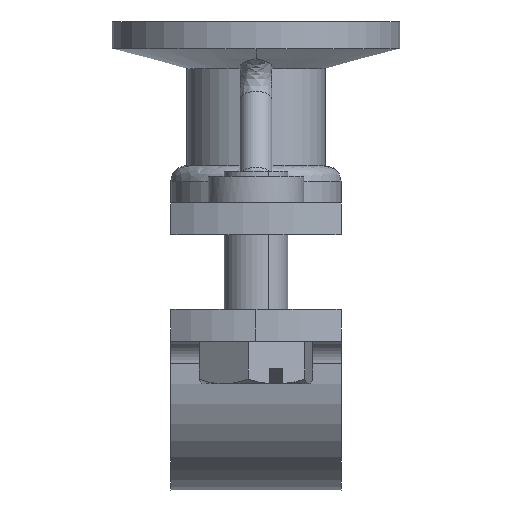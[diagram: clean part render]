
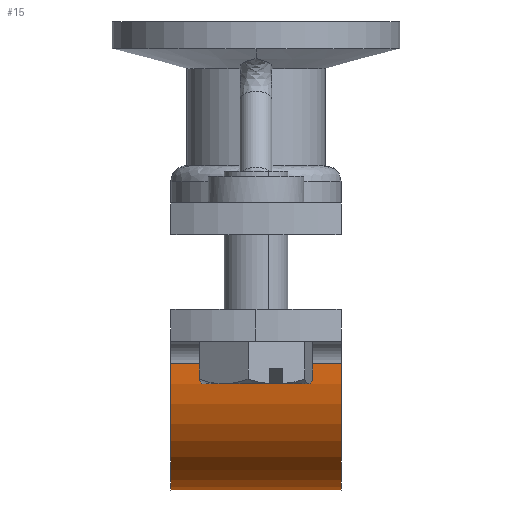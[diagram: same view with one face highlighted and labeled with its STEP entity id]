
A CAD part, left-side view. The second image highlights one B-rep face of the part: STEP entity #15.
In plain terms, the highlighted cylindrical face has radius 11.5 mm (diameter 23 mm), a partial arc.
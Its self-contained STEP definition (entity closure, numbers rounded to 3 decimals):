
#15 = ADVANCED_FACE ( 'NONE', ( #588 ), #1455, .T. ) ;
#108 = CARTESIAN_POINT ( 'NONE',  ( -11.492, 8., -5.074 ) ) ;
#588 = FACE_OUTER_BOUND ( 'NONE', #5916, .T. ) ;
#729 = CARTESIAN_POINT ( 'NONE',  ( 0., 8., -5.5 ) ) ;
#947 = DIRECTION ( 'NONE',  ( 0., 0., 1. ) ) ;
#1007 = CARTESIAN_POINT ( 'NONE',  ( 0., -8., -5.5 ) ) ;
#1341 = DIRECTION ( 'NONE',  ( 0., -1., 0. ) ) ;
#1455 = CYLINDRICAL_SURFACE ( 'NONE', #5105, 11.5 ) ;
#1523 = EDGE_CURVE ( 'NONE', #2875, #3703, #2080, .T. ) ;
#1529 = ORIENTED_EDGE ( 'NONE', *, *, #4444, .T. ) ;
#1635 = DIRECTION ( 'NONE',  ( 0., 0., 1. ) ) ;
#1915 = DIRECTION ( 'NONE',  ( 0., -1., 0. ) ) ;
#2080 = CIRCLE ( 'NONE', #4100, 11.5 ) ;
#2088 = EDGE_CURVE ( 'NONE', #6107, #7132, #3756, .T. ) ;
#2150 = EDGE_CURVE ( 'NONE', #7132, #2875, #6468, .T. ) ;
#2290 = CARTESIAN_POINT ( 'NONE',  ( 11.492, -8., -5.074 ) ) ;
#2304 = VECTOR ( 'NONE', #5081, 1000. ) ;
#2875 = VERTEX_POINT ( 'NONE', #2290 ) ;
#3559 = ORIENTED_EDGE ( 'NONE', *, *, #1523, .T. ) ;
#3703 = VERTEX_POINT ( 'NONE', #5955 ) ;
#3756 = CIRCLE ( 'NONE', #4888, 11.5 ) ;
#4100 = AXIS2_PLACEMENT_3D ( 'NONE', #1007, #5349, #1635 ) ;
#4444 = EDGE_CURVE ( 'NONE', #3703, #6107, #7252, .T. ) ;
#4820 = CARTESIAN_POINT ( 'NONE',  ( 11.492, 8., -5.074 ) ) ;
#4888 = AXIS2_PLACEMENT_3D ( 'NONE', #5625, #1915, #6269 ) ;
#5081 = DIRECTION ( 'NONE',  ( 0., 1., 0. ) ) ;
#5105 = AXIS2_PLACEMENT_3D ( 'NONE', #729, #7747, #947 ) ;
#5349 = DIRECTION ( 'NONE',  ( 0., 1., 0. ) ) ;
#5473 = CARTESIAN_POINT ( 'NONE',  ( -11.492, 8., -5.074 ) ) ;
#5625 = CARTESIAN_POINT ( 'NONE',  ( 0., 8., -5.5 ) ) ;
#5916 = EDGE_LOOP ( 'NONE', ( #6778, #6532, #3559, #1529 ) ) ;
#5955 = CARTESIAN_POINT ( 'NONE',  ( -11.492, -8., -5.074 ) ) ;
#6107 = VERTEX_POINT ( 'NONE', #5473 ) ;
#6269 = DIRECTION ( 'NONE',  ( 0., 0., 1. ) ) ;
#6468 = LINE ( 'NONE', #7511, #7913 ) ;
#6532 = ORIENTED_EDGE ( 'NONE', *, *, #2150, .T. ) ;
#6778 = ORIENTED_EDGE ( 'NONE', *, *, #2088, .T. ) ;
#7132 = VERTEX_POINT ( 'NONE', #4820 ) ;
#7252 = LINE ( 'NONE', #108, #2304 ) ;
#7511 = CARTESIAN_POINT ( 'NONE',  ( 11.492, 8., -5.074 ) ) ;
#7747 = DIRECTION ( 'NONE',  ( 0., 1., 0. ) ) ;
#7913 = VECTOR ( 'NONE', #1341, 1000. ) ;
